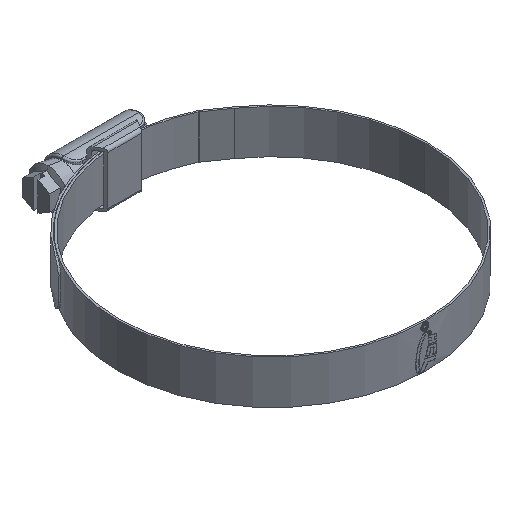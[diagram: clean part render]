
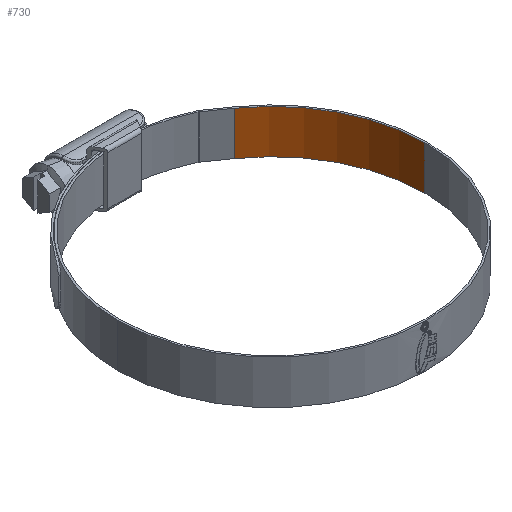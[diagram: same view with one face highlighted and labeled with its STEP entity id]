
A CAD part, isometric view. The second image highlights one B-rep face of the part: STEP entity #730.
In plain terms, the highlighted cylindrical face has radius 44.5 mm (diameter 89 mm), a partial arc.
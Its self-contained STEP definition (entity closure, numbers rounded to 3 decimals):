
#336 = CARTESIAN_POINT ( 'NONE',  ( 25.524, 36.452, -6.35 ) ) ;
#730 = ADVANCED_FACE ( 'NONE', ( #3495 ), #2914, .F. ) ;
#771 = DIRECTION ( 'NONE',  ( 0., 0., -1. ) ) ;
#775 = LINE ( 'NONE', #7291, #3567 ) ;
#778 = AXIS2_PLACEMENT_3D ( 'NONE', #5281, #5132, #1581 ) ;
#983 = CARTESIAN_POINT ( 'NONE',  ( 0., 0., -6.35 ) ) ;
#1064 = AXIS2_PLACEMENT_3D ( 'NONE', #983, #3319, #6826 ) ;
#1208 = ORIENTED_EDGE ( 'NONE', *, *, #5435, .F. ) ;
#1381 = VERTEX_POINT ( 'NONE', #336 ) ;
#1386 = CARTESIAN_POINT ( 'NONE',  ( 44.5, 0., 6.35 ) ) ;
#1581 = DIRECTION ( 'NONE',  ( -1., 0., 0. ) ) ;
#1619 = EDGE_CURVE ( 'NONE', #6401, #1381, #3760, .T. ) ;
#1825 = EDGE_CURVE ( 'NONE', #7043, #1381, #775, .T. ) ;
#1932 = DIRECTION ( 'NONE',  ( 1., 0., 0. ) ) ;
#1982 = DIRECTION ( 'NONE',  ( 0., 0., -1. ) ) ;
#2571 = CIRCLE ( 'NONE', #4666, 44.5 ) ;
#2584 = ORIENTED_EDGE ( 'NONE', *, *, #1619, .F. ) ;
#2836 = EDGE_LOOP ( 'NONE', ( #1208, #5916, #3417, #2584 ) ) ;
#2914 = CYLINDRICAL_SURFACE ( 'NONE', #778, 44.5 ) ;
#3073 = DIRECTION ( 'NONE',  ( 0., 0., 1. ) ) ;
#3236 = CARTESIAN_POINT ( 'NONE',  ( 25.524, 36.452, 6.35 ) ) ;
#3319 = DIRECTION ( 'NONE',  ( 0., 0., 1. ) ) ;
#3417 = ORIENTED_EDGE ( 'NONE', *, *, #1825, .T. ) ;
#3495 = FACE_OUTER_BOUND ( 'NONE', #2836, .T. ) ;
#3567 = VECTOR ( 'NONE', #1982, 1000. ) ;
#3760 = CIRCLE ( 'NONE', #1064, 44.5 ) ;
#4114 = VECTOR ( 'NONE', #771, 1000. ) ;
#4200 = EDGE_CURVE ( 'NONE', #4504, #7043, #2571, .T. ) ;
#4314 = CARTESIAN_POINT ( 'NONE',  ( 44.5, 0., 6.35 ) ) ;
#4504 = VERTEX_POINT ( 'NONE', #1386 ) ;
#4648 = CARTESIAN_POINT ( 'NONE',  ( 44.5, 0., -6.35 ) ) ;
#4666 = AXIS2_PLACEMENT_3D ( 'NONE', #4817, #3073, #1932 ) ;
#4817 = CARTESIAN_POINT ( 'NONE',  ( 0., 0., 6.35 ) ) ;
#5132 = DIRECTION ( 'NONE',  ( 0., 0., -1. ) ) ;
#5281 = CARTESIAN_POINT ( 'NONE',  ( 0., 0., 6.35 ) ) ;
#5435 = EDGE_CURVE ( 'NONE', #4504, #6401, #6142, .T. ) ;
#5916 = ORIENTED_EDGE ( 'NONE', *, *, #4200, .T. ) ;
#6142 = LINE ( 'NONE', #4314, #4114 ) ;
#6401 = VERTEX_POINT ( 'NONE', #4648 ) ;
#6826 = DIRECTION ( 'NONE',  ( 1., 0., 0. ) ) ;
#7043 = VERTEX_POINT ( 'NONE', #3236 ) ;
#7291 = CARTESIAN_POINT ( 'NONE',  ( 25.524, 36.452, 6.35 ) ) ;
